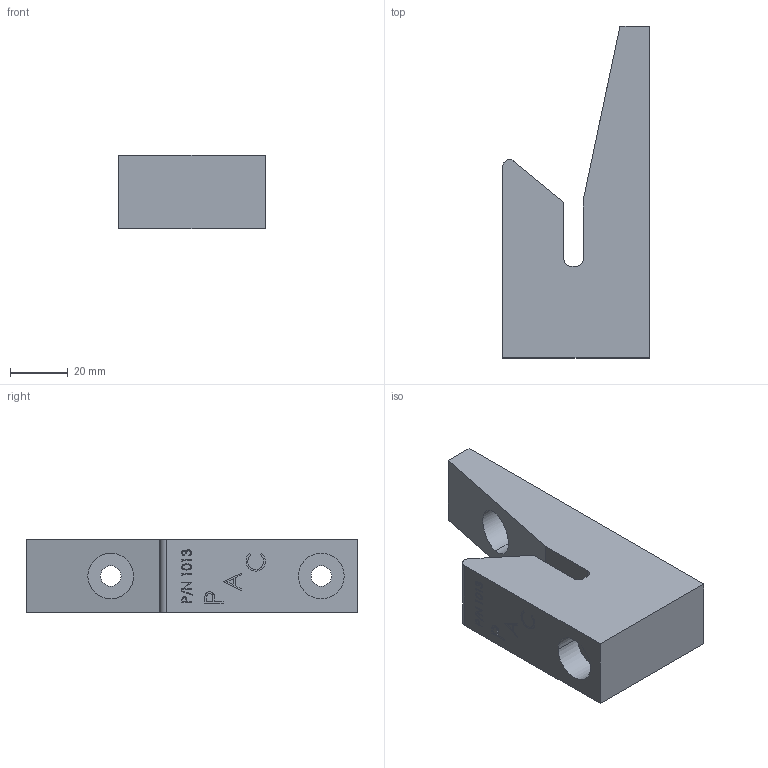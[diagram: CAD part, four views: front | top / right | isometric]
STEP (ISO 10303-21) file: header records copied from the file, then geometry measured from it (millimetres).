
FILE_DESCRIPTION (( 'STEP AP203' ), '1' );
FILE_NAME ('1013.STEP', '2010-08-19T17:34:47', ( '' ), ( '' ), 'SwSTEP 2.0', 'SolidWorks 2010', '' );
FILE_SCHEMA (( 'CONFIG_CONTROL_DESIGN' ));
Length unit declared in the file: inch
Products named in the file (1): 1013
Bounding box: 50.8 x 115.09 x 25.4 mm (x, y, z)
Volume: 90269 mm3; surface area: 19212.1 mm2
Topology: 1 solids, 1 shells, 140 faces, 366 edges, 244 vertices
Faces by surface type: plane 85, bspline 44, cylinder 11
Entity records: 8461 total; most frequent: CARTESIAN_POINT 5209, ORIENTED_EDGE 732, DIRECTION 490, EDGE_CURVE 366, LINE 256, VECTOR 256, VERTEX_POINT 244, EDGE_LOOP 160
